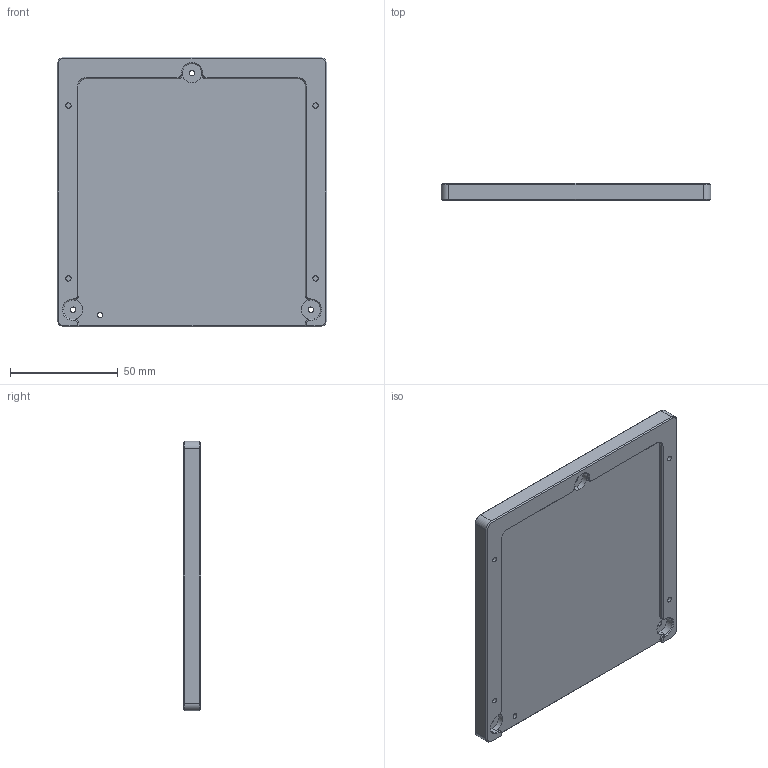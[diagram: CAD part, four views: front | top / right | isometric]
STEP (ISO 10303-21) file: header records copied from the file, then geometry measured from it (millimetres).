
FILE_DESCRIPTION (( 'STEP AP203' ), '1' );
FILE_NAME ('Bed.STEP', '2023-04-26T11:32:01', ( '' ), ( '' ), 'SwSTEP 2.0', 'SolidWorks 2018', '' );
FILE_SCHEMA (( 'CONFIG_CONTROL_DESIGN' ));
Length unit declared in the file: millimetre
Products named in the file (1): Bed
Bounding box: 125 x 8 x 125 mm (x, y, z)
Volume: 105477.5 mm3; surface area: 35988.6 mm2
Topology: 1 solids, 1 shells, 106 faces, 254 edges, 154 vertices
Faces by surface type: plane 41, cylinder 40, cone 25
Entity records: 3204 total; most frequent: DIRECTION 577, CARTESIAN_POINT 565, ORIENTED_EDGE 508, EDGE_CURVE 254, AXIS2_PLACEMENT_3D 218, VERTEX_POINT 154, VECTOR 141, LINE 141
